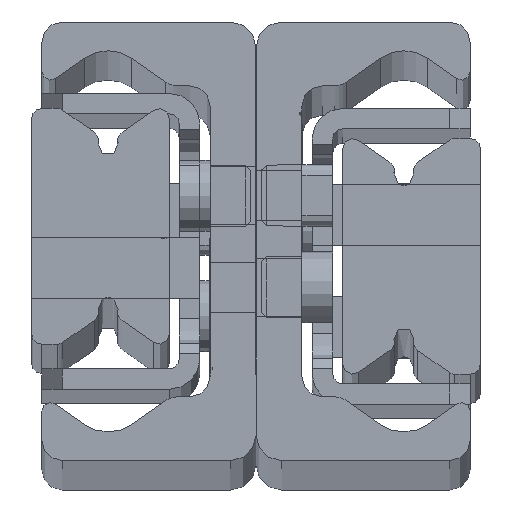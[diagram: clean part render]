
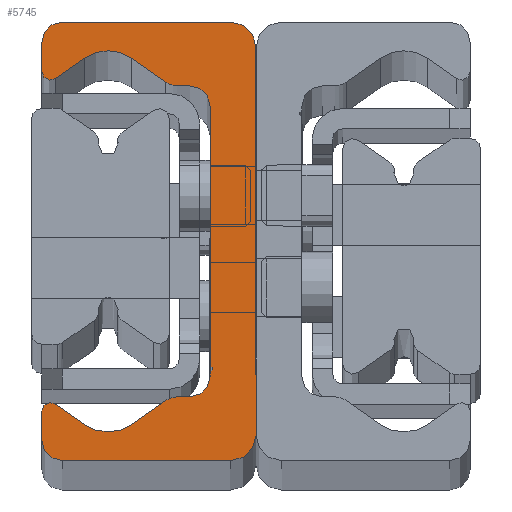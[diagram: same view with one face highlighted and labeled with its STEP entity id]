
A CAD part, top view. The second image highlights one B-rep face of the part: STEP entity #5745.
In plain terms, the highlighted planar face has unit normal (0, 0, 1).
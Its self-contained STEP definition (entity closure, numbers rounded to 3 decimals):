
#4631=CARTESIAN_POINT('',(2.499,0.,1650.0));
#4632=VERTEX_POINT('',#4631);
#4633=CARTESIAN_POINT('',(-0.001,2.5,1650.0));
#4634=VERTEX_POINT('',#4633);
#4635=CARTESIAN_POINT('',(2.499,2.5,1650.0));
#4636=DIRECTION('',(0.0,0.0,-1.0));
#4637=DIRECTION('',(-1.0,0.0,0.0));
#4638=AXIS2_PLACEMENT_3D('',#4635,#4636,#4637);
#4639=CIRCLE('',#4638,2.5);
#4640=EDGE_CURVE('',#4632,#4634,#4639,.T.);
#4673=CARTESIAN_POINT('',(-0.001,40.5,1650.0));
#4674=VERTEX_POINT('',#4673);
#4675=CARTESIAN_POINT('',(-0.001,2.5,1650.0));
#4676=DIRECTION('',(0.0,1.0,0.0));
#4677=VECTOR('',#4676,38.);
#4678=LINE('',#4675,#4677);
#4679=EDGE_CURVE('',#4634,#4674,#4678,.T.);
#4779=CARTESIAN_POINT('',(2.499,43.0,1650.0));
#4780=VERTEX_POINT('',#4779);
#4781=CARTESIAN_POINT('',(2.499,40.5,1650.0));
#4782=DIRECTION('',(0.0,0.0,-1.0));
#4783=DIRECTION('',(0.0,1.0,0.0));
#4784=AXIS2_PLACEMENT_3D('',#4781,#4782,#4783);
#4785=CIRCLE('',#4784,2.5);
#4786=EDGE_CURVE('',#4674,#4780,#4785,.T.);
#4812=CARTESIAN_POINT('',(18.999,43.0,1650.0));
#4813=VERTEX_POINT('',#4812);
#4814=CARTESIAN_POINT('',(2.499,43.0,1650.0));
#4815=DIRECTION('',(1.0,0.0,0.0));
#4816=VECTOR('',#4815,16.5);
#4817=LINE('',#4814,#4816);
#4818=EDGE_CURVE('',#4780,#4813,#4817,.T.);
#4843=CARTESIAN_POINT('',(20.999,41.0,1650.0));
#4844=VERTEX_POINT('',#4843);
#4845=CARTESIAN_POINT('',(18.999,41.0,1650.0));
#4846=DIRECTION('',(0.0,0.0,-1.0));
#4847=DIRECTION('',(1.0,0.0,0.0));
#4848=AXIS2_PLACEMENT_3D('',#4845,#4846,#4847);
#4849=CIRCLE('',#4848,2.);
#4850=EDGE_CURVE('',#4813,#4844,#4849,.T.);
#4876=CARTESIAN_POINT('',(20.999,38.15,1650.0));
#4877=VERTEX_POINT('',#4876);
#4878=CARTESIAN_POINT('',(20.999,41.0,1650.0));
#4879=DIRECTION('',(0.0,-1.0,0.0));
#4880=VECTOR('',#4879,2.85);
#4881=LINE('',#4878,#4880);
#4882=EDGE_CURVE('',#4844,#4877,#4881,.T.);
#4907=CARTESIAN_POINT('',(19.662,37.453,1650.0));
#4908=VERTEX_POINT('',#4907);
#4909=CARTESIAN_POINT('',(20.149,38.15,1650.0));
#4910=DIRECTION('',(0.0,0.0,-1.0));
#4911=DIRECTION('',(-0.574,-0.819,0.0));
#4912=AXIS2_PLACEMENT_3D('',#4909,#4910,#4911);
#4913=CIRCLE('',#4912,0.85);
#4914=EDGE_CURVE('',#4877,#4908,#4913,.T.);
#4940=CARTESIAN_POINT('',(16.794,39.462,1650.0));
#4941=VERTEX_POINT('',#4940);
#4942=CARTESIAN_POINT('',(19.662,37.453,1650.0));
#4943=DIRECTION('',(-0.819,0.574,0.0));
#4944=VECTOR('',#4943,3.501);
#4945=LINE('',#4942,#4944);
#4946=EDGE_CURVE('',#4908,#4941,#4945,.T.);
#4971=CARTESIAN_POINT('',(12.205,39.462,1650.0));
#4972=VERTEX_POINT('',#4971);
#4973=CARTESIAN_POINT('',(14.499,36.185,1650.0));
#4974=DIRECTION('',(0.0,0.0,1.0));
#4975=DIRECTION('',(-0.574,-0.819,0.0));
#4976=AXIS2_PLACEMENT_3D('',#4973,#4974,#4975);
#4977=CIRCLE('',#4976,4.);
#4978=EDGE_CURVE('',#4941,#4972,#4977,.T.);
#5004=CARTESIAN_POINT('',(8.849,37.112,1650.0));
#5005=VERTEX_POINT('',#5004);
#5006=CARTESIAN_POINT('',(12.205,39.462,1650.0));
#5007=DIRECTION('',(-0.819,-0.574,0.0));
#5008=VECTOR('',#5007,4.097);
#5009=LINE('',#5006,#5008);
#5010=EDGE_CURVE('',#4972,#5005,#5009,.T.);
#5035=CARTESIAN_POINT('',(7.702,36.75,1650.0));
#5036=VERTEX_POINT('',#5035);
#5037=CARTESIAN_POINT('',(7.702,38.75,1650.0));
#5038=DIRECTION('',(0.0,0.0,-1.0));
#5039=DIRECTION('',(0.0,-1.0,0.0));
#5040=AXIS2_PLACEMENT_3D('',#5037,#5038,#5039);
#5041=CIRCLE('',#5040,2.);
#5042=EDGE_CURVE('',#5005,#5036,#5041,.T.);
#5068=CARTESIAN_POINT('',(6.499,36.75,1650.0));
#5069=VERTEX_POINT('',#5068);
#5070=CARTESIAN_POINT('',(7.702,36.75,1650.0));
#5071=DIRECTION('',(-1.0,0.0,0.0));
#5072=VECTOR('',#5071,1.203);
#5073=LINE('',#5070,#5072);
#5074=EDGE_CURVE('',#5036,#5069,#5073,.T.);
#5099=CARTESIAN_POINT('',(4.499,34.75,1650.0));
#5100=VERTEX_POINT('',#5099);
#5101=CARTESIAN_POINT('',(6.499,34.75,1650.0));
#5102=DIRECTION('',(0.0,0.0,1.0));
#5103=DIRECTION('',(0.0,-1.0,0.0));
#5104=AXIS2_PLACEMENT_3D('',#5101,#5102,#5103);
#5105=CIRCLE('',#5104,2.0);
#5106=EDGE_CURVE('',#5069,#5100,#5105,.T.);
#5132=CARTESIAN_POINT('',(4.499,34.361,1650.0));
#5133=VERTEX_POINT('',#5132);
#5134=CARTESIAN_POINT('',(4.499,34.75,1650.0));
#5135=DIRECTION('',(0.0,-1.0,0.0));
#5136=VECTOR('',#5135,0.389);
#5137=LINE('',#5134,#5136);
#5138=EDGE_CURVE('',#5100,#5133,#5137,.T.);
#5163=CARTESIAN_POINT('',(4.411,34.234,1650.0));
#5164=VERTEX_POINT('',#5163);
#5165=CARTESIAN_POINT('',(4.363,34.361,1650.0));
#5166=DIRECTION('',(0.0,0.0,-1.));
#5167=DIRECTION('',(0.353,-0.936,0.0));
#5168=AXIS2_PLACEMENT_3D('',#5165,#5166,#5167);
#5169=CIRCLE('',#5168,0.136);
#5170=EDGE_CURVE('',#5133,#5164,#5169,.T.);
#5196=CARTESIAN_POINT('',(4.422,33.762,1650.0));
#5197=VERTEX_POINT('',#5196);
#5198=CARTESIAN_POINT('',(4.499,34.0,1650.0));
#5199=DIRECTION('',(0.0,0.0,1.));
#5200=DIRECTION('',(0.353,-0.936,0.0));
#5201=AXIS2_PLACEMENT_3D('',#5198,#5199,#5200);
#5202=CIRCLE('',#5201,0.25);
#5203=EDGE_CURVE('',#5164,#5197,#5202,.T.);
#5229=CARTESIAN_POINT('',(4.499,33.656,1650.0));
#5230=VERTEX_POINT('',#5229);
#5231=CARTESIAN_POINT('',(4.387,33.656,1650.0));
#5232=DIRECTION('',(0.0,0.0,-1.0));
#5233=DIRECTION('',(1.0,0.0,0.0));
#5234=AXIS2_PLACEMENT_3D('',#5231,#5232,#5233);
#5235=CIRCLE('',#5234,0.112);
#5236=EDGE_CURVE('',#5197,#5230,#5235,.T.);
#5262=CARTESIAN_POINT('',(4.499,8.25,1650.0));
#5263=VERTEX_POINT('',#5262);
#5264=CARTESIAN_POINT('',(4.499,33.656,1650.0));
#5265=DIRECTION('',(0.0,-1.0,0.0));
#5266=VECTOR('',#5265,25.406);
#5267=LINE('',#5264,#5266);
#5268=EDGE_CURVE('',#5230,#5263,#5267,.T.);
#5368=CARTESIAN_POINT('',(6.499,6.25,1650.0));
#5369=VERTEX_POINT('',#5368);
#5370=CARTESIAN_POINT('',(6.499,8.25,1650.0));
#5371=DIRECTION('',(0.0,0.0,1.0));
#5372=DIRECTION('',(1.0,0.0,0.0));
#5373=AXIS2_PLACEMENT_3D('',#5370,#5371,#5372);
#5374=CIRCLE('',#5373,2.0);
#5375=EDGE_CURVE('',#5263,#5369,#5374,.T.);
#5401=CARTESIAN_POINT('',(7.702,6.25,1650.0));
#5402=VERTEX_POINT('',#5401);
#5403=CARTESIAN_POINT('',(6.499,6.25,1650.0));
#5404=DIRECTION('',(1.0,0.0,0.0));
#5405=VECTOR('',#5404,1.203);
#5406=LINE('',#5403,#5405);
#5407=EDGE_CURVE('',#5369,#5402,#5406,.T.);
#5432=CARTESIAN_POINT('',(8.849,5.888,1650.0));
#5433=VERTEX_POINT('',#5432);
#5434=CARTESIAN_POINT('',(7.702,4.25,1650.0));
#5435=DIRECTION('',(0.0,0.0,-1.0));
#5436=DIRECTION('',(0.574,0.819,0.0));
#5437=AXIS2_PLACEMENT_3D('',#5434,#5435,#5436);
#5438=CIRCLE('',#5437,2.);
#5439=EDGE_CURVE('',#5402,#5433,#5438,.T.);
#5465=CARTESIAN_POINT('',(12.205,3.538,1650.0));
#5466=VERTEX_POINT('',#5465);
#5467=CARTESIAN_POINT('',(8.849,5.888,1650.0));
#5468=DIRECTION('',(0.819,-0.574,0.0));
#5469=VECTOR('',#5468,4.097);
#5470=LINE('',#5467,#5469);
#5471=EDGE_CURVE('',#5433,#5466,#5470,.T.);
#5496=CARTESIAN_POINT('',(16.794,3.538,1650.0));
#5497=VERTEX_POINT('',#5496);
#5498=CARTESIAN_POINT('',(14.499,6.815,1650.0));
#5499=DIRECTION('',(0.0,0.0,1.0));
#5500=DIRECTION('',(0.574,0.819,0.0));
#5501=AXIS2_PLACEMENT_3D('',#5498,#5499,#5500);
#5502=CIRCLE('',#5501,4.);
#5503=EDGE_CURVE('',#5466,#5497,#5502,.T.);
#5529=CARTESIAN_POINT('',(19.662,5.547,1650.0));
#5530=VERTEX_POINT('',#5529);
#5531=CARTESIAN_POINT('',(16.794,3.538,1650.0));
#5532=DIRECTION('',(0.819,0.574,0.0));
#5533=VECTOR('',#5532,3.501);
#5534=LINE('',#5531,#5533);
#5535=EDGE_CURVE('',#5497,#5530,#5534,.T.);
#5560=CARTESIAN_POINT('',(20.999,4.85,1650.0));
#5561=VERTEX_POINT('',#5560);
#5562=CARTESIAN_POINT('',(20.149,4.85,1650.0));
#5563=DIRECTION('',(0.0,0.0,-1.0));
#5564=DIRECTION('',(1.0,0.0,0.0));
#5565=AXIS2_PLACEMENT_3D('',#5562,#5563,#5564);
#5566=CIRCLE('',#5565,0.85);
#5567=EDGE_CURVE('',#5530,#5561,#5566,.T.);
#5593=CARTESIAN_POINT('',(20.999,2.,1650.0));
#5594=VERTEX_POINT('',#5593);
#5595=CARTESIAN_POINT('',(20.999,4.85,1650.0));
#5596=DIRECTION('',(0.0,-1.0,0.0));
#5597=VECTOR('',#5596,2.85);
#5598=LINE('',#5595,#5597);
#5599=EDGE_CURVE('',#5561,#5594,#5598,.T.);
#5624=CARTESIAN_POINT('',(18.999,0.,1650.0));
#5625=VERTEX_POINT('',#5624);
#5626=CARTESIAN_POINT('',(18.999,2.,1650.0));
#5627=DIRECTION('',(0.0,0.0,-1.0));
#5628=DIRECTION('',(0.0,-1.0,0.0));
#5629=AXIS2_PLACEMENT_3D('',#5626,#5627,#5628);
#5630=CIRCLE('',#5629,2.);
#5631=EDGE_CURVE('',#5594,#5625,#5630,.T.);
#5657=CARTESIAN_POINT('',(18.999,0.,1650.0));
#5658=DIRECTION('',(-1.0,0.0,0.0));
#5659=VECTOR('',#5658,16.5);
#5660=LINE('',#5657,#5659);
#5661=EDGE_CURVE('',#5625,#4632,#5660,.T.);
#5710=CARTESIAN_POINT('',(7.822,21.517,1650.0));
#5711=DIRECTION('',(0.0,0.0,1.0));
#5712=DIRECTION('',(1.0,0.0,0.0));
#5713=AXIS2_PLACEMENT_3D('',#5710,#5711,#5712);
#5714=PLANE('',#5713);
#5715=ORIENTED_EDGE('',*,*,#4640,.F.);
#5716=ORIENTED_EDGE('',*,*,#5661,.F.);
#5717=ORIENTED_EDGE('',*,*,#5631,.F.);
#5718=ORIENTED_EDGE('',*,*,#5599,.F.);
#5719=ORIENTED_EDGE('',*,*,#5567,.F.);
#5720=ORIENTED_EDGE('',*,*,#5535,.F.);
#5721=ORIENTED_EDGE('',*,*,#5503,.F.);
#5722=ORIENTED_EDGE('',*,*,#5471,.F.);
#5723=ORIENTED_EDGE('',*,*,#5439,.F.);
#5724=ORIENTED_EDGE('',*,*,#5407,.F.);
#5725=ORIENTED_EDGE('',*,*,#5375,.F.);
#5726=ORIENTED_EDGE('',*,*,#5268,.F.);
#5727=ORIENTED_EDGE('',*,*,#5236,.F.);
#5728=ORIENTED_EDGE('',*,*,#5203,.F.);
#5729=ORIENTED_EDGE('',*,*,#5170,.F.);
#5730=ORIENTED_EDGE('',*,*,#5138,.F.);
#5731=ORIENTED_EDGE('',*,*,#5106,.F.);
#5732=ORIENTED_EDGE('',*,*,#5074,.F.);
#5733=ORIENTED_EDGE('',*,*,#5042,.F.);
#5734=ORIENTED_EDGE('',*,*,#5010,.F.);
#5735=ORIENTED_EDGE('',*,*,#4978,.F.);
#5736=ORIENTED_EDGE('',*,*,#4946,.F.);
#5737=ORIENTED_EDGE('',*,*,#4914,.F.);
#5738=ORIENTED_EDGE('',*,*,#4882,.F.);
#5739=ORIENTED_EDGE('',*,*,#4850,.F.);
#5740=ORIENTED_EDGE('',*,*,#4818,.F.);
#5741=ORIENTED_EDGE('',*,*,#4786,.F.);
#5742=ORIENTED_EDGE('',*,*,#4679,.F.);
#5743=EDGE_LOOP('',(#5715,#5716,#5717,#5718,#5719,#5720,#5721,#5722,#5723,#5724,#5725,#5726,#5727,#5728,#5729,#5730,#5731,#5732,#5733,#5734,#5735,#5736,#5737,#5738,#5739,#5740,#5741,#5742));
#5744=FACE_OUTER_BOUND('',#5743,.T.);
#5745=ADVANCED_FACE('',(#5744),#5714,.T.);
